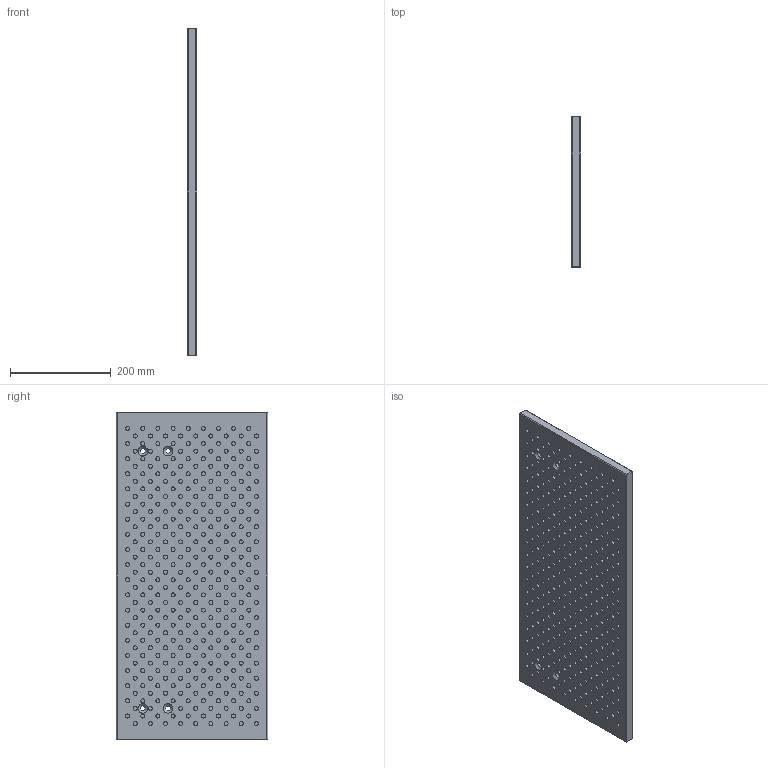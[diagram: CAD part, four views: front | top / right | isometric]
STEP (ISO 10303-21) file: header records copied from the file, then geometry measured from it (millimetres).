
FILE_DESCRIPTION(/* description */ (''),/* implementation_level */ '2;1');
FILE_NAME(/* name */ 'Fixture Plate v5.step',/* time_stamp */ '2024-07-20T13:06:16+10:00',/* author */ (''),/* organization */ (''),/* preprocessor_version */ 'ST-DEVELOPER v20',/* originating_system */ 'Autodesk Translation Framework v13.14.0.145',/* authorisation */ '');
FILE_SCHEMA (('AUTOMOTIVE_DESIGN { 1 0 10303 214 3 1 1 }'));
Length unit declared in the file: millimetre
Products named in the file (1): Fixture Plate
Bounding box: 18 x 300 x 650 mm (x, y, z)
Volume: 3318311 mm3; surface area: 512171.1 mm2
Topology: 1 solids, 1 shells, 750 faces, 1142 edges, 752 vertices
Faces by surface type: plane 384, cylinder 362, cone 4
Full cylindrical faces by diameter (mm): 8 x358, 10 x4
Entity records: 16999 total; most frequent: DIRECTION 3372, CARTESIAN_POINT 2645, ORIENTED_EDGE 2284, AXIS2_PLACEMENT_3D 1479, EDGE_CURVE 1142, EDGE_LOOP 1116, VERTEX_POINT 752, FACE_OUTER_BOUND 750
